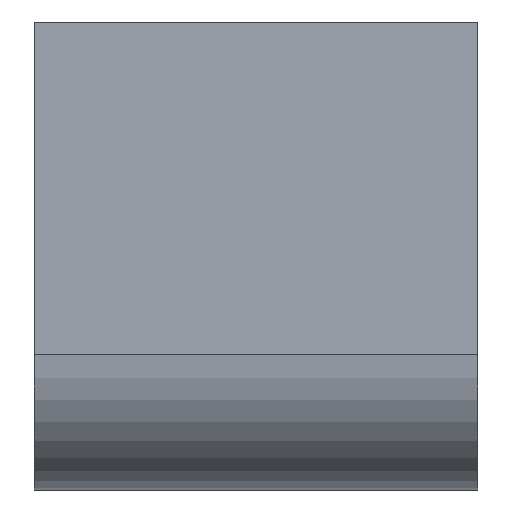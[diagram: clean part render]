
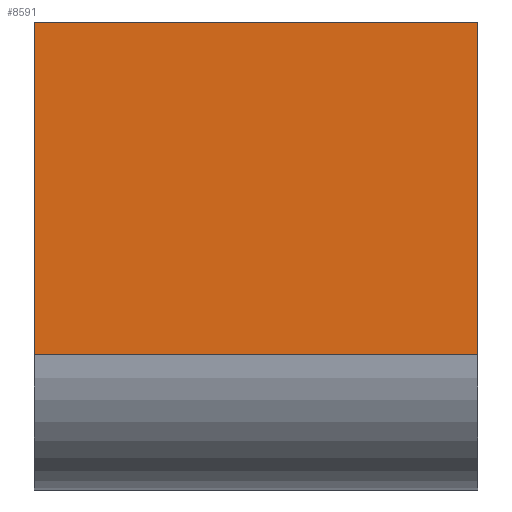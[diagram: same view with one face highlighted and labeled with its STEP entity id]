
A CAD part, left-side view. The second image highlights one B-rep face of the part: STEP entity #8591.
In plain terms, the highlighted planar face has unit normal (-1, 0, 0).
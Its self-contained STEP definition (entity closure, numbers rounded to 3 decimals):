
#321 = LINE ( 'NONE', #10991, #12506 ) ;
#357 = VERTEX_POINT ( 'NONE', #1282 ) ;
#849 = CARTESIAN_POINT ( 'NONE',  ( -12.25, 20., 0. ) ) ;
#1282 = CARTESIAN_POINT ( 'NONE',  ( -12.25, -20., 30. ) ) ;
#1895 = AXIS2_PLACEMENT_3D ( 'NONE', #8339, #3371, #3289 ) ;
#2142 = EDGE_CURVE ( 'NONE', #11899, #357, #8924, .T. ) ;
#2203 = CARTESIAN_POINT ( 'NONE',  ( -12.25, 20., 0. ) ) ;
#2344 = ORIENTED_EDGE ( 'NONE', *, *, #12009, .F. ) ;
#3025 = ORIENTED_EDGE ( 'NONE', *, *, #6699, .F. ) ;
#3289 = DIRECTION ( 'NONE',  ( 0., 0., -1. ) ) ;
#3371 = DIRECTION ( 'NONE',  ( 1., 0., 0. ) ) ;
#3441 = ORIENTED_EDGE ( 'NONE', *, *, #8500, .T. ) ;
#4469 = CARTESIAN_POINT ( 'NONE',  ( -12.25, 20., 30. ) ) ;
#4740 = VECTOR ( 'NONE', #12876, 1000. ) ;
#5831 = CARTESIAN_POINT ( 'NONE',  ( -12.25, -20., 30. ) ) ;
#6197 = PLANE ( 'NONE',  #1895 ) ;
#6699 = EDGE_CURVE ( 'NONE', #8782, #357, #321, .T. ) ;
#7155 = VECTOR ( 'NONE', #11390, 1000. ) ;
#7191 = EDGE_LOOP ( 'NONE', ( #11572, #3025, #2344, #3441 ) ) ;
#7496 = FACE_OUTER_BOUND ( 'NONE', #7191, .T. ) ;
#7894 = DIRECTION ( 'NONE',  ( 0., -1., 0. ) ) ;
#7962 = CARTESIAN_POINT ( 'NONE',  ( -12.25, -20., 0. ) ) ;
#8339 = CARTESIAN_POINT ( 'NONE',  ( -12.25, 20., 30. ) ) ;
#8423 = VECTOR ( 'NONE', #7894, 1000. ) ;
#8500 = EDGE_CURVE ( 'NONE', #12383, #11899, #11563, .T. ) ;
#8591 = ADVANCED_FACE ( 'NONE', ( #7496 ), #6197, .F. ) ;
#8782 = VERTEX_POINT ( 'NONE', #11584 ) ;
#8924 = LINE ( 'NONE', #5831, #4740 ) ;
#9790 = DIRECTION ( 'NONE',  ( 0., -1., 0. ) ) ;
#10991 = CARTESIAN_POINT ( 'NONE',  ( -12.25, 20., 30. ) ) ;
#11377 = LINE ( 'NONE', #4469, #7155 ) ;
#11390 = DIRECTION ( 'NONE',  ( 0., 0., 1. ) ) ;
#11563 = LINE ( 'NONE', #849, #8423 ) ;
#11572 = ORIENTED_EDGE ( 'NONE', *, *, #2142, .T. ) ;
#11584 = CARTESIAN_POINT ( 'NONE',  ( -12.25, 20., 30. ) ) ;
#11899 = VERTEX_POINT ( 'NONE', #7962 ) ;
#12009 = EDGE_CURVE ( 'NONE', #12383, #8782, #11377, .T. ) ;
#12383 = VERTEX_POINT ( 'NONE', #2203 ) ;
#12506 = VECTOR ( 'NONE', #9790, 1000. ) ;
#12876 = DIRECTION ( 'NONE',  ( 0., 0., 1. ) ) ;
